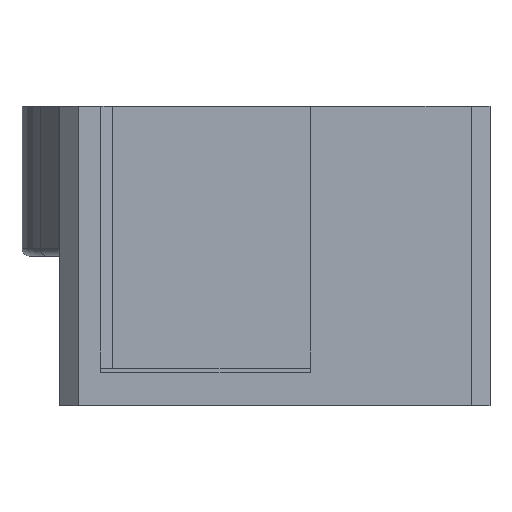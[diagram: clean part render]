
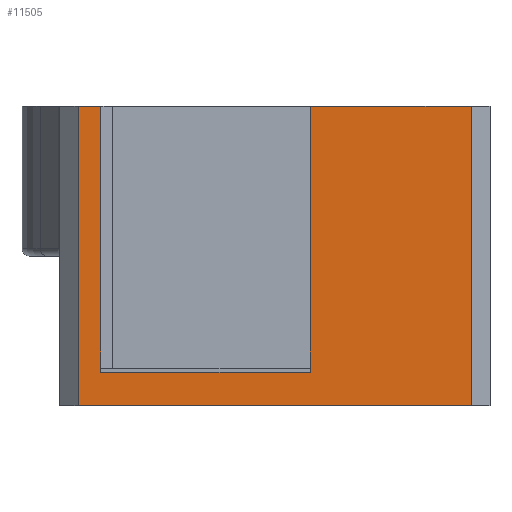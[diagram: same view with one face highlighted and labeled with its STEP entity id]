
A CAD part, left-side view. The second image highlights one B-rep face of the part: STEP entity #11505.
In plain terms, the highlighted planar face has unit normal (-1, 0, 0).
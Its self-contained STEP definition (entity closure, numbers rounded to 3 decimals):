
#294 = PLANE('',#295);
#295 = AXIS2_PLACEMENT_3D('',#296,#297,#298);
#296 = CARTESIAN_POINT('',(22.,-8.,-109.));
#297 = DIRECTION('',(0.,0.,1.));
#298 = DIRECTION('',(1.,0.,-0.));
#2732 = PLANE('',#2733);
#2733 = AXIS2_PLACEMENT_3D('',#2734,#2735,#2736);
#2734 = CARTESIAN_POINT('',(-35.,30.,-189.));
#2735 = DIRECTION('',(0.,0.,-1.));
#2736 = DIRECTION('',(-1.,0.,0.));
#8141 = PLANE('',#8142);
#8142 = AXIS2_PLACEMENT_3D('',#8143,#8144,#8145);
#8143 = CARTESIAN_POINT('',(-84.5,-82.5,-189.));
#8144 = DIRECTION('',(-0.707,-0.707,0.));
#8145 = DIRECTION('',(-0.,-0.,-1.));
#9716 = VERTEX_POINT('',#9717);
#9717 = CARTESIAN_POINT('',(-87.,-80.,-189.));
#9738 = EDGE_CURVE('',#9739,#9716,#9741,.T.);
#9739 = VERTEX_POINT('',#9740);
#9740 = CARTESIAN_POINT('',(-87.,25.,-189.));
#9741 = SURFACE_CURVE('',#9742,(#9746,#9753),.PCURVE_S1.);
#9742 = LINE('',#9743,#9744);
#9743 = CARTESIAN_POINT('',(-87.,30.,-189.));
#9744 = VECTOR('',#9745,1.);
#9745 = DIRECTION('',(0.,-1.,0.));
#9746 = PCURVE('',#2732,#9747);
#9747 = DEFINITIONAL_REPRESENTATION('',(#9748),#9752);
#9748 = LINE('',#9749,#9750);
#9749 = CARTESIAN_POINT('',(52.,0.));
#9750 = VECTOR('',#9751,1.);
#9751 = DIRECTION('',(0.,-1.));
#9752 = ( GEOMETRIC_REPRESENTATION_CONTEXT(2) 
PARAMETRIC_REPRESENTATION_CONTEXT() REPRESENTATION_CONTEXT('2D SPACE',''
  ) );
#9753 = PCURVE('',#9754,#9759);
#9754 = PLANE('',#9755);
#9755 = AXIS2_PLACEMENT_3D('',#9756,#9757,#9758);
#9756 = CARTESIAN_POINT('',(-87.,30.,-189.));
#9757 = DIRECTION('',(1.,0.,0.));
#9758 = DIRECTION('',(0.,-1.,0.));
#9759 = DEFINITIONAL_REPRESENTATION('',(#9760),#9764);
#9760 = LINE('',#9761,#9762);
#9761 = CARTESIAN_POINT('',(0.,0.));
#9762 = VECTOR('',#9763,1.);
#9763 = DIRECTION('',(1.,0.));
#9764 = ( GEOMETRIC_REPRESENTATION_CONTEXT(2) 
PARAMETRIC_REPRESENTATION_CONTEXT() REPRESENTATION_CONTEXT('2D SPACE',''
  ) );
#9780 = PLANE('',#9781);
#9781 = AXIS2_PLACEMENT_3D('',#9782,#9783,#9784);
#9782 = CARTESIAN_POINT('',(-84.5,27.5,-189.));
#9783 = DIRECTION('',(-0.707,0.707,0.));
#9784 = DIRECTION('',(-0.,-0.,-1.));
#11463 = VERTEX_POINT('',#11464);
#11464 = CARTESIAN_POINT('',(-87.,25.,-109.));
#11485 = EDGE_CURVE('',#9739,#11463,#11486,.T.);
#11486 = SURFACE_CURVE('',#11487,(#11491,#11498),.PCURVE_S1.);
#11487 = LINE('',#11488,#11489);
#11488 = CARTESIAN_POINT('',(-87.,25.,-189.));
#11489 = VECTOR('',#11490,1.);
#11490 = DIRECTION('',(0.,0.,1.));
#11491 = PCURVE('',#9780,#11492);
#11492 = DEFINITIONAL_REPRESENTATION('',(#11493),#11497);
#11493 = LINE('',#11494,#11495);
#11494 = CARTESIAN_POINT('',(-0.,3.536));
#11495 = VECTOR('',#11496,1.);
#11496 = DIRECTION('',(-1.,0.));
#11497 = ( GEOMETRIC_REPRESENTATION_CONTEXT(2) 
PARAMETRIC_REPRESENTATION_CONTEXT() REPRESENTATION_CONTEXT('2D SPACE',''
  ) );
#11498 = PCURVE('',#9754,#11499);
#11499 = DEFINITIONAL_REPRESENTATION('',(#11500),#11504);
#11500 = LINE('',#11501,#11502);
#11501 = CARTESIAN_POINT('',(5.,0.));
#11502 = VECTOR('',#11503,1.);
#11503 = DIRECTION('',(0.,-1.));
#11504 = ( GEOMETRIC_REPRESENTATION_CONTEXT(2) 
PARAMETRIC_REPRESENTATION_CONTEXT() REPRESENTATION_CONTEXT('2D SPACE',''
  ) );
#11505 = ADVANCED_FACE('',(#11506),#9754,.F.);
#11506 = FACE_BOUND('',#11507,.F.);
#11507 = EDGE_LOOP('',(#11508,#11509,#11510,#11533,#11561,#11589,#11617,
    #11640));
#11508 = ORIENTED_EDGE('',*,*,#9738,.F.);
#11509 = ORIENTED_EDGE('',*,*,#11485,.T.);
#11510 = ORIENTED_EDGE('',*,*,#11511,.T.);
#11511 = EDGE_CURVE('',#11463,#11512,#11514,.T.);
#11512 = VERTEX_POINT('',#11513);
#11513 = CARTESIAN_POINT('',(-87.,19.,-109.));
#11514 = SURFACE_CURVE('',#11515,(#11519,#11526),.PCURVE_S1.);
#11515 = LINE('',#11516,#11517);
#11516 = CARTESIAN_POINT('',(-87.,30.,-109.));
#11517 = VECTOR('',#11518,1.);
#11518 = DIRECTION('',(0.,-1.,0.));
#11519 = PCURVE('',#9754,#11520);
#11520 = DEFINITIONAL_REPRESENTATION('',(#11521),#11525);
#11521 = LINE('',#11522,#11523);
#11522 = CARTESIAN_POINT('',(0.,-80.));
#11523 = VECTOR('',#11524,1.);
#11524 = DIRECTION('',(1.,0.));
#11525 = ( GEOMETRIC_REPRESENTATION_CONTEXT(2) 
PARAMETRIC_REPRESENTATION_CONTEXT() REPRESENTATION_CONTEXT('2D SPACE',''
  ) );
#11526 = PCURVE('',#294,#11527);
#11527 = DEFINITIONAL_REPRESENTATION('',(#11528),#11532);
#11528 = LINE('',#11529,#11530);
#11529 = CARTESIAN_POINT('',(-109.,38.));
#11530 = VECTOR('',#11531,1.);
#11531 = DIRECTION('',(0.,-1.));
#11532 = ( GEOMETRIC_REPRESENTATION_CONTEXT(2) 
PARAMETRIC_REPRESENTATION_CONTEXT() REPRESENTATION_CONTEXT('2D SPACE',''
  ) );
#11533 = ORIENTED_EDGE('',*,*,#11534,.F.);
#11534 = EDGE_CURVE('',#11535,#11512,#11537,.T.);
#11535 = VERTEX_POINT('',#11536);
#11536 = CARTESIAN_POINT('',(-87.,19.,-180.));
#11537 = SURFACE_CURVE('',#11538,(#11542,#11549),.PCURVE_S1.);
#11538 = LINE('',#11539,#11540);
#11539 = CARTESIAN_POINT('',(-87.,19.,-180.));
#11540 = VECTOR('',#11541,1.);
#11541 = DIRECTION('',(0.,0.,1.));
#11542 = PCURVE('',#9754,#11543);
#11543 = DEFINITIONAL_REPRESENTATION('',(#11544),#11548);
#11544 = LINE('',#11545,#11546);
#11545 = CARTESIAN_POINT('',(11.,-9.));
#11546 = VECTOR('',#11547,1.);
#11547 = DIRECTION('',(0.,-1.));
#11548 = ( GEOMETRIC_REPRESENTATION_CONTEXT(2) 
PARAMETRIC_REPRESENTATION_CONTEXT() REPRESENTATION_CONTEXT('2D SPACE',''
  ) );
#11549 = PCURVE('',#11550,#11555);
#11550 = PLANE('',#11551);
#11551 = AXIS2_PLACEMENT_3D('',#11552,#11553,#11554);
#11552 = CARTESIAN_POINT('',(-87.,19.,-180.));
#11553 = DIRECTION('',(0.,-1.,0.));
#11554 = DIRECTION('',(0.,0.,1.));
#11555 = DEFINITIONAL_REPRESENTATION('',(#11556),#11560);
#11556 = LINE('',#11557,#11558);
#11557 = CARTESIAN_POINT('',(0.,0.));
#11558 = VECTOR('',#11559,1.);
#11559 = DIRECTION('',(1.,0.));
#11560 = ( GEOMETRIC_REPRESENTATION_CONTEXT(2) 
PARAMETRIC_REPRESENTATION_CONTEXT() REPRESENTATION_CONTEXT('2D SPACE',''
  ) );
#11561 = ORIENTED_EDGE('',*,*,#11562,.F.);
#11562 = EDGE_CURVE('',#11563,#11535,#11565,.T.);
#11563 = VERTEX_POINT('',#11564);
#11564 = CARTESIAN_POINT('',(-87.,-37.,-180.));
#11565 = SURFACE_CURVE('',#11566,(#11570,#11577),.PCURVE_S1.);
#11566 = LINE('',#11567,#11568);
#11567 = CARTESIAN_POINT('',(-87.,-37.,-180.));
#11568 = VECTOR('',#11569,1.);
#11569 = DIRECTION('',(0.,1.,0.));
#11570 = PCURVE('',#9754,#11571);
#11571 = DEFINITIONAL_REPRESENTATION('',(#11572),#11576);
#11572 = LINE('',#11573,#11574);
#11573 = CARTESIAN_POINT('',(67.,-9.));
#11574 = VECTOR('',#11575,1.);
#11575 = DIRECTION('',(-1.,0.));
#11576 = ( GEOMETRIC_REPRESENTATION_CONTEXT(2) 
PARAMETRIC_REPRESENTATION_CONTEXT() REPRESENTATION_CONTEXT('2D SPACE',''
  ) );
#11577 = PCURVE('',#11578,#11583);
#11578 = PLANE('',#11579);
#11579 = AXIS2_PLACEMENT_3D('',#11580,#11581,#11582);
#11580 = CARTESIAN_POINT('',(-87.,-37.,-180.));
#11581 = DIRECTION('',(0.,0.,1.));
#11582 = DIRECTION('',(0.,1.,0.));
#11583 = DEFINITIONAL_REPRESENTATION('',(#11584),#11588);
#11584 = LINE('',#11585,#11586);
#11585 = CARTESIAN_POINT('',(0.,0.));
#11586 = VECTOR('',#11587,1.);
#11587 = DIRECTION('',(1.,0.));
#11588 = ( GEOMETRIC_REPRESENTATION_CONTEXT(2) 
PARAMETRIC_REPRESENTATION_CONTEXT() REPRESENTATION_CONTEXT('2D SPACE',''
  ) );
#11589 = ORIENTED_EDGE('',*,*,#11590,.F.);
#11590 = EDGE_CURVE('',#11591,#11563,#11593,.T.);
#11591 = VERTEX_POINT('',#11592);
#11592 = CARTESIAN_POINT('',(-87.,-37.,-109.));
#11593 = SURFACE_CURVE('',#11594,(#11598,#11605),.PCURVE_S1.);
#11594 = LINE('',#11595,#11596);
#11595 = CARTESIAN_POINT('',(-87.,-37.,-52.));
#11596 = VECTOR('',#11597,1.);
#11597 = DIRECTION('',(0.,0.,-1.));
#11598 = PCURVE('',#9754,#11599);
#11599 = DEFINITIONAL_REPRESENTATION('',(#11600),#11604);
#11600 = LINE('',#11601,#11602);
#11601 = CARTESIAN_POINT('',(67.,-137.));
#11602 = VECTOR('',#11603,1.);
#11603 = DIRECTION('',(0.,1.));
#11604 = ( GEOMETRIC_REPRESENTATION_CONTEXT(2) 
PARAMETRIC_REPRESENTATION_CONTEXT() REPRESENTATION_CONTEXT('2D SPACE',''
  ) );
#11605 = PCURVE('',#11606,#11611);
#11606 = PLANE('',#11607);
#11607 = AXIS2_PLACEMENT_3D('',#11608,#11609,#11610);
#11608 = CARTESIAN_POINT('',(-87.,-37.,-52.));
#11609 = DIRECTION('',(0.,1.,0.));
#11610 = DIRECTION('',(0.,0.,-1.));
#11611 = DEFINITIONAL_REPRESENTATION('',(#11612),#11616);
#11612 = LINE('',#11613,#11614);
#11613 = CARTESIAN_POINT('',(0.,0.));
#11614 = VECTOR('',#11615,1.);
#11615 = DIRECTION('',(1.,0.));
#11616 = ( GEOMETRIC_REPRESENTATION_CONTEXT(2) 
PARAMETRIC_REPRESENTATION_CONTEXT() REPRESENTATION_CONTEXT('2D SPACE',''
  ) );
#11617 = ORIENTED_EDGE('',*,*,#11618,.T.);
#11618 = EDGE_CURVE('',#11591,#11619,#11621,.T.);
#11619 = VERTEX_POINT('',#11620);
#11620 = CARTESIAN_POINT('',(-87.,-80.,-109.));
#11621 = SURFACE_CURVE('',#11622,(#11626,#11633),.PCURVE_S1.);
#11622 = LINE('',#11623,#11624);
#11623 = CARTESIAN_POINT('',(-87.,30.,-109.));
#11624 = VECTOR('',#11625,1.);
#11625 = DIRECTION('',(0.,-1.,0.));
#11626 = PCURVE('',#9754,#11627);
#11627 = DEFINITIONAL_REPRESENTATION('',(#11628),#11632);
#11628 = LINE('',#11629,#11630);
#11629 = CARTESIAN_POINT('',(0.,-80.));
#11630 = VECTOR('',#11631,1.);
#11631 = DIRECTION('',(1.,0.));
#11632 = ( GEOMETRIC_REPRESENTATION_CONTEXT(2) 
PARAMETRIC_REPRESENTATION_CONTEXT() REPRESENTATION_CONTEXT('2D SPACE',''
  ) );
#11633 = PCURVE('',#294,#11634);
#11634 = DEFINITIONAL_REPRESENTATION('',(#11635),#11639);
#11635 = LINE('',#11636,#11637);
#11636 = CARTESIAN_POINT('',(-109.,38.));
#11637 = VECTOR('',#11638,1.);
#11638 = DIRECTION('',(0.,-1.));
#11639 = ( GEOMETRIC_REPRESENTATION_CONTEXT(2) 
PARAMETRIC_REPRESENTATION_CONTEXT() REPRESENTATION_CONTEXT('2D SPACE',''
  ) );
#11640 = ORIENTED_EDGE('',*,*,#11641,.F.);
#11641 = EDGE_CURVE('',#9716,#11619,#11642,.T.);
#11642 = SURFACE_CURVE('',#11643,(#11647,#11654),.PCURVE_S1.);
#11643 = LINE('',#11644,#11645);
#11644 = CARTESIAN_POINT('',(-87.,-80.,-189.));
#11645 = VECTOR('',#11646,1.);
#11646 = DIRECTION('',(0.,0.,1.));
#11647 = PCURVE('',#9754,#11648);
#11648 = DEFINITIONAL_REPRESENTATION('',(#11649),#11653);
#11649 = LINE('',#11650,#11651);
#11650 = CARTESIAN_POINT('',(110.,0.));
#11651 = VECTOR('',#11652,1.);
#11652 = DIRECTION('',(0.,-1.));
#11653 = ( GEOMETRIC_REPRESENTATION_CONTEXT(2) 
PARAMETRIC_REPRESENTATION_CONTEXT() REPRESENTATION_CONTEXT('2D SPACE',''
  ) );
#11654 = PCURVE('',#8141,#11655);
#11655 = DEFINITIONAL_REPRESENTATION('',(#11656),#11660);
#11656 = LINE('',#11657,#11658);
#11657 = CARTESIAN_POINT('',(-0.,-3.536));
#11658 = VECTOR('',#11659,1.);
#11659 = DIRECTION('',(-1.,0.));
#11660 = ( GEOMETRIC_REPRESENTATION_CONTEXT(2) 
PARAMETRIC_REPRESENTATION_CONTEXT() REPRESENTATION_CONTEXT('2D SPACE',''
  ) );
